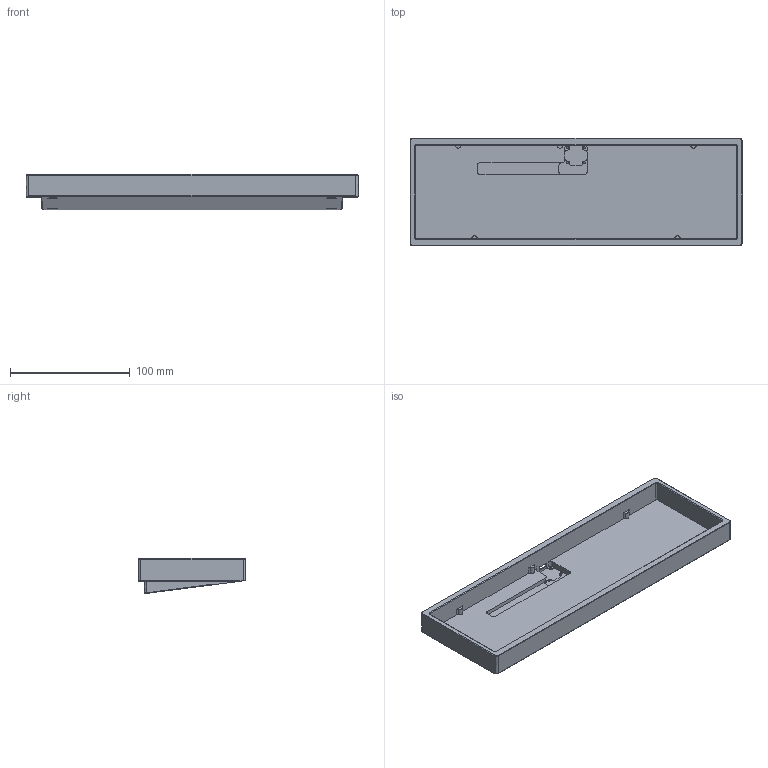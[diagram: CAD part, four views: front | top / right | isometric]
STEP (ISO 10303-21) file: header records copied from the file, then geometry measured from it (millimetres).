
FILE_DESCRIPTION(/* description */ (''),/* implementation_level */ '2;1');
FILE_NAME(/* name */ 'bakeneko-40-case_adele.step v30.step',/* time_stamp */ '2021-06-19T02:41:40+09:00',/* author */ (''),/* organization */ (''),/* preprocessor_version */ 'ST-DEVELOPER v18.1',/* originating_system */ 'Autodesk Translation Framework v10.9.0.1377',/* authorisation */ '');
FILE_SCHEMA (('AUTOMOTIVE_DESIGN { 1 0 10303 214 3 1 1 }'));
Length unit declared in the file: millimetre
Products named in the file (1): bakeneko-40-case_adele.step
Bounding box: 277.13 x 89.58 x 29.36 mm (x, y, z)
Volume: 199916.2 mm3; surface area: 79693.1 mm2
Topology: 1 solids, 1 shells, 158 faces, 411 edges, 260 vertices
Faces by surface type: plane 73, cylinder 43, bspline 38, cone 4
Full cylindrical faces by diameter (mm): 1.623 x4, 8.3 x4
Entity records: 4998 total; most frequent: CARTESIAN_POINT 1160, ORIENTED_EDGE 814, DIRECTION 777, EDGE_CURVE 407, LINE 263, VECTOR 263, VERTEX_POINT 260, AXIS2_PLACEMENT_3D 257
